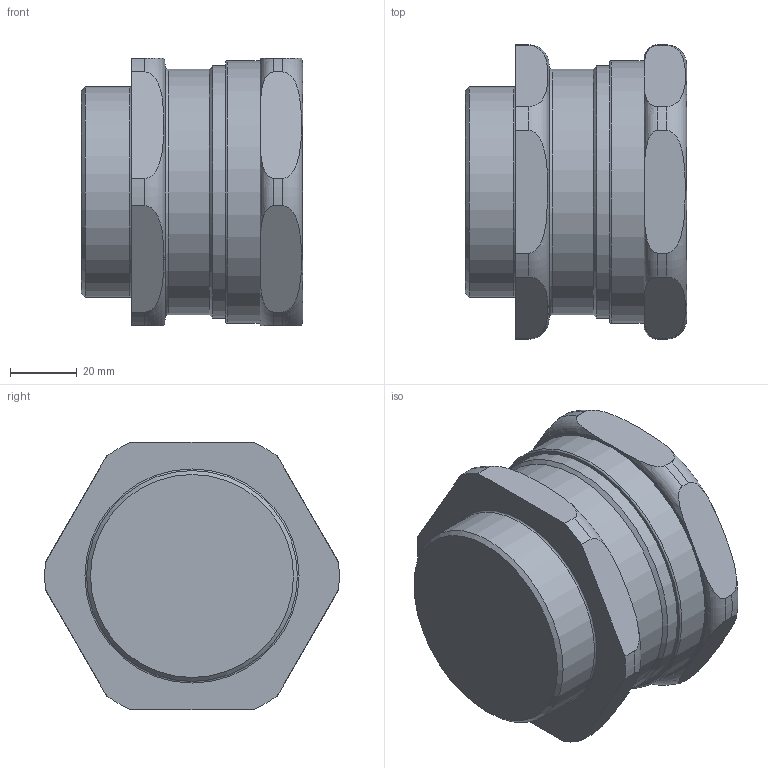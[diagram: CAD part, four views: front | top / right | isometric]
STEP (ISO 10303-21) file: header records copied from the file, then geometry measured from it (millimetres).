
FILE_DESCRIPTION(/* description */ (''),/* implementation_level */ '2;1');
FILE_NAME(/* name */ '501 421 E.stp',/* time_stamp */ '2019-08-02T10:58:45+05:00',/* author */ ('jgandhi'),/* organization */ (''),/* preprocessor_version */ 'ST-DEVELOPER v17',/* originating_system */ 'Autodesk Inventor 2018',/* authorisation */ '');
FILE_SCHEMA (('AUTOMOTIVE_DESIGN { 1 0 10303 214 3 1 1 }'));
Length unit declared in the file: millimetre
Products named in the file (1): 501_421
Bounding box: 66.11 x 87.96 x 80 mm (x, y, z)
Volume: 404546.9 mm3; surface area: 62011.7 mm2
Topology: 5 solids, 5 shells, 219 faces, 606 edges, 400 vertices
Faces by surface type: plane 97, torus 59, cylinder 33, cone 30
Full cylindrical faces by diameter (mm): 56.3 x1, 63 x1, 66.45 x1, 67.15 x2, 73 x1, 73.3 x1, 75.421 x1, 78.55 x1
Entity records: 8361 total; most frequent: CARTESIAN_POINT 2524, ORIENTED_EDGE 1212, DIRECTION 1183, EDGE_CURVE 606, AXIS2_PLACEMENT_3D 495, VERTEX_POINT 400, CIRCLE 267, EDGE_LOOP 224
